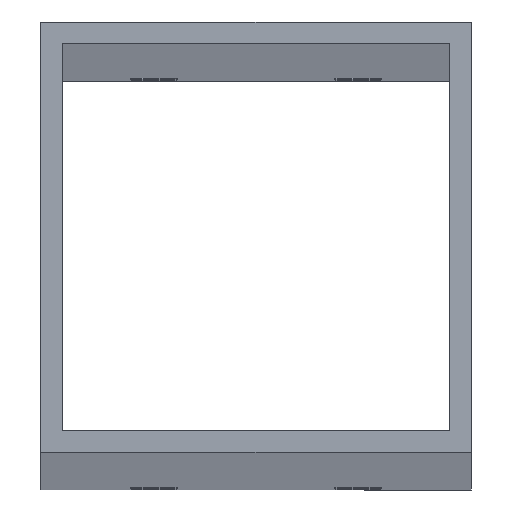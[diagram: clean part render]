
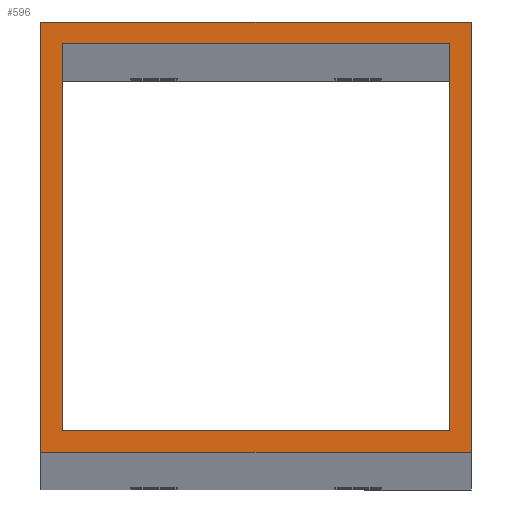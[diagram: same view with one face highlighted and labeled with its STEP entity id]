
A CAD part, top view. The second image highlights one B-rep face of the part: STEP entity #596.
In plain terms, the highlighted planar face has unit normal (0, 0, 1).
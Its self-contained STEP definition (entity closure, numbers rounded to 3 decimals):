
#2 = ORIENTED_EDGE ( 'NONE', *, *, #509, .F. ) ;
#110 = CARTESIAN_POINT ( 'NONE',  ( 20., -20., 2000. ) ) ;
#232 = VERTEX_POINT ( 'NONE', #2131 ) ;
#354 = VECTOR ( 'NONE', #2299, 1000. ) ;
#358 = LINE ( 'NONE', #601, #1724 ) ;
#364 = LINE ( 'NONE', #732, #707 ) ;
#476 = EDGE_CURVE ( 'NONE', #858, #1809, #1332, .T. ) ;
#483 = CARTESIAN_POINT ( 'NONE',  ( -20., 20., 2000. ) ) ;
#494 = ORIENTED_EDGE ( 'NONE', *, *, #1051, .F. ) ;
#509 = EDGE_CURVE ( 'NONE', #1809, #2255, #1558, .T. ) ;
#522 = CARTESIAN_POINT ( 'NONE',  ( -18., 18., 2000. ) ) ;
#575 = ORIENTED_EDGE ( 'NONE', *, *, #2282, .T. ) ;
#596 = ADVANCED_FACE ( 'NONE', ( #1101, #804 ), #2140, .T. ) ;
#601 = CARTESIAN_POINT ( 'NONE',  ( 18., -18., 2000. ) ) ;
#634 = VECTOR ( 'NONE', #1593, 1000. ) ;
#651 = CARTESIAN_POINT ( 'NONE',  ( 20., 20., 2000. ) ) ;
#695 = EDGE_CURVE ( 'NONE', #1034, #1099, #1844, .T. ) ;
#707 = VECTOR ( 'NONE', #2240, 1000. ) ;
#732 = CARTESIAN_POINT ( 'NONE',  ( 18., 18., 2000. ) ) ;
#795 = DIRECTION ( 'NONE',  ( 0., 1., 0. ) ) ;
#804 = FACE_BOUND ( 'NONE', #1276, .T. ) ;
#805 = DIRECTION ( 'NONE',  ( 1., 0., 0. ) ) ;
#858 = VERTEX_POINT ( 'NONE', #522 ) ;
#941 = DIRECTION ( 'NONE',  ( 1., 0., 0. ) ) ;
#1015 = DIRECTION ( 'NONE',  ( 0., 0., 1. ) ) ;
#1030 = CARTESIAN_POINT ( 'NONE',  ( 0., 0., 2000. ) ) ;
#1034 = VERTEX_POINT ( 'NONE', #2315 ) ;
#1051 = EDGE_CURVE ( 'NONE', #2255, #1473, #358, .T. ) ;
#1075 = ORIENTED_EDGE ( 'NONE', *, *, #2214, .T. ) ;
#1099 = VERTEX_POINT ( 'NONE', #483 ) ;
#1101 = FACE_OUTER_BOUND ( 'NONE', #1948, .T. ) ;
#1174 = CARTESIAN_POINT ( 'NONE',  ( 20., -20., 2000. ) ) ;
#1276 = EDGE_LOOP ( 'NONE', ( #1944, #494, #2, #1472 ) ) ;
#1325 = CARTESIAN_POINT ( 'NONE',  ( -20., -20., 2000. ) ) ;
#1332 = LINE ( 'NONE', #2220, #2055 ) ;
#1350 = CARTESIAN_POINT ( 'NONE',  ( 18., 18., 2000. ) ) ;
#1368 = LINE ( 'NONE', #110, #634 ) ;
#1374 = DIRECTION ( 'NONE',  ( 0., -1., 0. ) ) ;
#1433 = CARTESIAN_POINT ( 'NONE',  ( 20., -20., 2000. ) ) ;
#1472 = ORIENTED_EDGE ( 'NONE', *, *, #476, .F. ) ;
#1473 = VERTEX_POINT ( 'NONE', #1350 ) ;
#1488 = CARTESIAN_POINT ( 'NONE',  ( 18., -18., 2000. ) ) ;
#1558 = LINE ( 'NONE', #1488, #2349 ) ;
#1593 = DIRECTION ( 'NONE',  ( 0., 1., 0. ) ) ;
#1681 = VECTOR ( 'NONE', #1374, 1000. ) ;
#1724 = VECTOR ( 'NONE', #795, 1000. ) ;
#1809 = VERTEX_POINT ( 'NONE', #2221 ) ;
#1844 = LINE ( 'NONE', #651, #354 ) ;
#1928 = CARTESIAN_POINT ( 'NONE',  ( 18., -18., 2000. ) ) ;
#1944 = ORIENTED_EDGE ( 'NONE', *, *, #2316, .F. ) ;
#1948 = EDGE_LOOP ( 'NONE', ( #2098, #575, #1075, #2211 ) ) ;
#2025 = VERTEX_POINT ( 'NONE', #1433 ) ;
#2048 = DIRECTION ( 'NONE',  ( 0., -1., 0. ) ) ;
#2055 = VECTOR ( 'NONE', #2048, 1000. ) ;
#2098 = ORIENTED_EDGE ( 'NONE', *, *, #2363, .T. ) ;
#2131 = CARTESIAN_POINT ( 'NONE',  ( -20., -20., 2000. ) ) ;
#2140 = PLANE ( 'NONE',  #2335 ) ;
#2211 = ORIENTED_EDGE ( 'NONE', *, *, #695, .T. ) ;
#2214 = EDGE_CURVE ( 'NONE', #2025, #1034, #1368, .T. ) ;
#2217 = DIRECTION ( 'NONE',  ( 1., 0., 0. ) ) ;
#2220 = CARTESIAN_POINT ( 'NONE',  ( -18., -18., 2000. ) ) ;
#2221 = CARTESIAN_POINT ( 'NONE',  ( -18., -18., 2000. ) ) ;
#2240 = DIRECTION ( 'NONE',  ( -1., 0., 0. ) ) ;
#2255 = VERTEX_POINT ( 'NONE', #1928 ) ;
#2282 = EDGE_CURVE ( 'NONE', #232, #2025, #2296, .T. ) ;
#2296 = LINE ( 'NONE', #1174, #2407 ) ;
#2299 = DIRECTION ( 'NONE',  ( -1., 0., 0. ) ) ;
#2315 = CARTESIAN_POINT ( 'NONE',  ( 20., 20., 2000. ) ) ;
#2316 = EDGE_CURVE ( 'NONE', #1473, #858, #364, .T. ) ;
#2322 = LINE ( 'NONE', #1325, #1681 ) ;
#2335 = AXIS2_PLACEMENT_3D ( 'NONE', #1030, #1015, #805 ) ;
#2349 = VECTOR ( 'NONE', #941, 1000. ) ;
#2363 = EDGE_CURVE ( 'NONE', #1099, #232, #2322, .T. ) ;
#2407 = VECTOR ( 'NONE', #2217, 1000. ) ;
